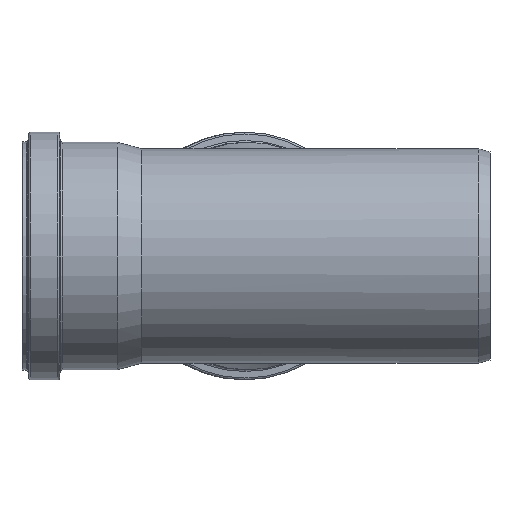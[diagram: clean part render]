
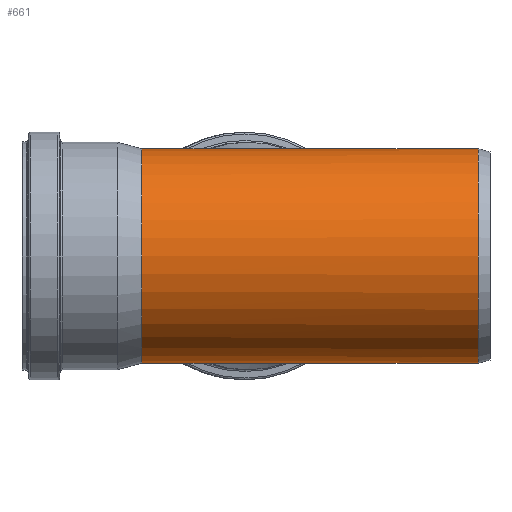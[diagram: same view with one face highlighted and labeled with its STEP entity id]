
A CAD part, left-side view. The second image highlights one B-rep face of the part: STEP entity #661.
In plain terms, the highlighted cylindrical face has radius 55.1 mm (diameter 110.2 mm), a full revolution.
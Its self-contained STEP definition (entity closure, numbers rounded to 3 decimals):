
#53=FACE_BOUND('',#248,.T.);
#110=CIRCLE('',#727,55.1);
#111=CIRCLE('',#728,55.1);
#165=CYLINDRICAL_SURFACE('',#726,55.1);
#187=FACE_OUTER_BOUND('',#247,.T.);
#247=EDGE_LOOP('',(#532));
#248=EDGE_LOOP('',(#533,#534,#535,#536,#537,#538));
#362=B_SPLINE_CURVE_WITH_KNOTS('',3,(#1253,#1254,#1255,#1256,#1257,#1258,
#1259,#1260,#1261,#1262,#1263,#1264),.UNSPECIFIED.,.F.,.F.,(4,2,2,2,2,4),
(0.,0.032,0.041,0.046,0.05,
0.05),.UNSPECIFIED.);
#364=B_SPLINE_CURVE_WITH_KNOTS('',3,(#1272,#1273,#1274,#1275,#1276,#1277,
#1278,#1279,#1280,#1281,#1282,#1283),.UNSPECIFIED.,.F.,.F.,(4,2,2,2,2,4),
(1.337,1.339,1.352,1.37,1.403,
1.529),.UNSPECIFIED.);
#367=ELLIPSE('',#719,80.438,55.1);
#368=ELLIPSE('',#720,80.438,55.1);
#371=ELLIPSE('',#723,76.942,55.1);
#375=VERTEX_POINT('',#1114);
#376=VERTEX_POINT('',#1116);
#377=VERTEX_POINT('',#1172);
#378=VERTEX_POINT('',#1173);
#382=VERTEX_POINT('',#1252);
#383=VERTEX_POINT('',#1265);
#384=VERTEX_POINT('',#1351);
#440=EDGE_CURVE('',#375,#376,#367,.T.);
#442=EDGE_CURVE('',#377,#378,#368,.T.);
#447=EDGE_CURVE('',#382,#376,#362,.T.);
#449=EDGE_CURVE('',#377,#383,#364,.T.);
#452=EDGE_CURVE('',#378,#375,#371,.T.);
#454=EDGE_CURVE('',#384,#384,#110,.T.);
#455=EDGE_CURVE('',#383,#382,#111,.T.);
#532=ORIENTED_EDGE('',*,*,#454,.F.);
#533=ORIENTED_EDGE('',*,*,#449,.T.);
#534=ORIENTED_EDGE('',*,*,#455,.T.);
#535=ORIENTED_EDGE('',*,*,#447,.T.);
#536=ORIENTED_EDGE('',*,*,#440,.F.);
#537=ORIENTED_EDGE('',*,*,#452,.F.);
#538=ORIENTED_EDGE('',*,*,#442,.F.);
#661=ADVANCED_FACE('',(#187,#53),#165,.T.);
#719=AXIS2_PLACEMENT_3D('',#1117,#841,#842);
#720=AXIS2_PLACEMENT_3D('',#1174,#843,#844);
#723=AXIS2_PLACEMENT_3D('',#1347,#849,#850);
#726=AXIS2_PLACEMENT_3D('',#1350,#855,#856);
#727=AXIS2_PLACEMENT_3D('',#1352,#857,#858);
#728=AXIS2_PLACEMENT_3D('',#1353,#859,#860);
#841=DIRECTION('center_axis',(0.729,-0.685,0.));
#842=DIRECTION('ref_axis',(0.685,0.729,0.));
#843=DIRECTION('center_axis',(0.729,-0.685,0.));
#844=DIRECTION('ref_axis',(0.685,0.729,0.));
#849=DIRECTION('center_axis',(0.698,0.716,0.));
#850=DIRECTION('ref_axis',(0.716,-0.698,0.));
#855=DIRECTION('center_axis',(0.,-1.,0.));
#856=DIRECTION('ref_axis',(1.,0.,0.));
#857=DIRECTION('center_axis',(0.,-1.,0.));
#858=DIRECTION('ref_axis',(1.,0.,0.));
#859=DIRECTION('center_axis',(0.,-1.,0.));
#860=DIRECTION('ref_axis',(1.,0.,0.));
#1114=CARTESIAN_POINT('',(0.,-57.453,-55.1));
#1116=CARTESIAN_POINT('',(53.903,-0.123,-11.424));
#1117=CARTESIAN_POINT('Origin',(0.,-57.453,0.));
#1172=CARTESIAN_POINT('',(53.903,-0.123,11.424));
#1173=CARTESIAN_POINT('',(0.,-57.453,55.1));
#1174=CARTESIAN_POINT('Origin',(0.,-57.453,0.));
#1252=CARTESIAN_POINT('',(53.808,0.,-11.862));
#1253=CARTESIAN_POINT('Ctrl Pts',(53.808,0.,
-11.862));
#1254=CARTESIAN_POINT('Ctrl Pts',(53.831,0.,
-11.758));
#1255=CARTESIAN_POINT('Ctrl Pts',(53.857,-0.006,
-11.638));
#1256=CARTESIAN_POINT('Ctrl Pts',(53.881,-0.038,
-11.524));
#1257=CARTESIAN_POINT('Ctrl Pts',(53.887,-0.048,-11.496));
#1258=CARTESIAN_POINT('Ctrl Pts',(53.895,-0.071,
-11.46));
#1259=CARTESIAN_POINT('Ctrl Pts',(53.898,-0.081,
-11.448));
#1260=CARTESIAN_POINT('Ctrl Pts',(53.901,-0.102,-11.432));
#1261=CARTESIAN_POINT('Ctrl Pts',(53.902,-0.112,-11.427));
#1262=CARTESIAN_POINT('Ctrl Pts',(53.903,-0.123,-11.424));
#1263=CARTESIAN_POINT('Ctrl Pts',(53.903,-0.123,-11.424));
#1264=CARTESIAN_POINT('Ctrl Pts',(53.903,-0.123,-11.424));
#1265=CARTESIAN_POINT('',(53.808,0.,11.862));
#1272=CARTESIAN_POINT('Ctrl Pts',(53.903,-0.123,11.424));
#1273=CARTESIAN_POINT('Ctrl Pts',(53.903,-0.122,11.424));
#1274=CARTESIAN_POINT('Ctrl Pts',(53.903,-0.121,11.424));
#1275=CARTESIAN_POINT('Ctrl Pts',(53.902,-0.11,11.427));
#1276=CARTESIAN_POINT('Ctrl Pts',(53.901,-0.101,11.432));
#1277=CARTESIAN_POINT('Ctrl Pts',(53.898,-0.082,
11.447));
#1278=CARTESIAN_POINT('Ctrl Pts',(53.896,-0.073,
11.457));
#1279=CARTESIAN_POINT('Ctrl Pts',(53.889,-0.052,
11.489));
#1280=CARTESIAN_POINT('Ctrl Pts',(53.883,-0.042,
11.514));
#1281=CARTESIAN_POINT('Ctrl Pts',(53.859,-0.007,
11.628));
#1282=CARTESIAN_POINT('Ctrl Pts',(53.832,0.,
11.755));
#1283=CARTESIAN_POINT('Ctrl Pts',(53.808,0.,
11.862));
#1347=CARTESIAN_POINT('Origin',(0.,-57.453,0.));
#1350=CARTESIAN_POINT('Origin',(0.,-86.512,
0.));
#1351=CARTESIAN_POINT('',(55.1,-173.024,0.));
#1352=CARTESIAN_POINT('Origin',(0.,-173.024,
0.));
#1353=CARTESIAN_POINT('Origin',(0.,0.,0.));
